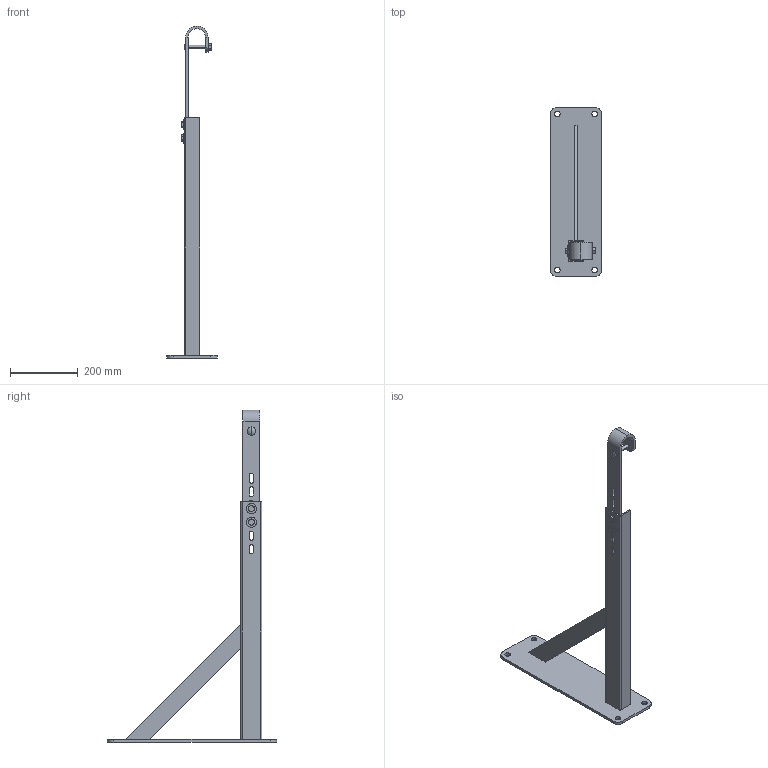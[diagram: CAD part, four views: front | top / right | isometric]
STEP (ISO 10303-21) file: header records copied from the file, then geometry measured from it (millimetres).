
FILE_DESCRIPTION (( 'STEP AP203' ), '1' );
FILE_NAME ('0529442800.STEP', '2024-11-07T09:31:43', ( '' ), ( '' ), 'SwSTEP 2.0', 'SolidWorks 2022', '' );
FILE_SCHEMA (( 'CONFIG_CONTROL_DESIGN' ));
Length unit declared in the file: metre
Products named in the file (1): 0529442800
Bounding box: 150 x 500 x 978 mm (x, y, z)
Volume: 1348699.3 mm3; surface area: 482586.8 mm2
Topology: 15 solids, 15 shells, 272 faces, 622 edges, 385 vertices
Faces by surface type: plane 114, cylinder 80, cone 72, torus 4, sphere 2
Entity records: 8089 total; most frequent: CARTESIAN_POINT 1820, DIRECTION 1310, ORIENTED_EDGE 1244, EDGE_CURVE 622, AXIS2_PLACEMENT_3D 515, VERTEX_POINT 385, EDGE_LOOP 321, VECTOR 280
